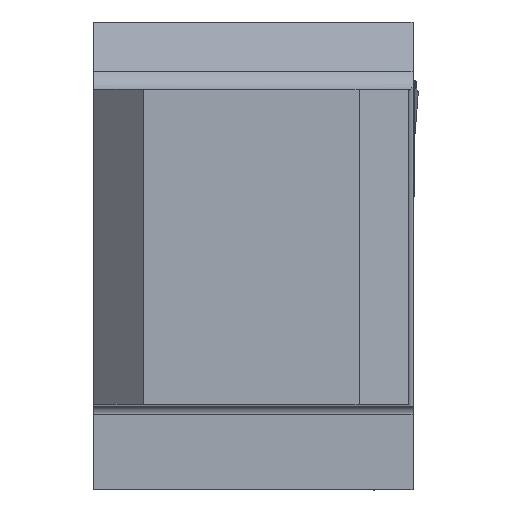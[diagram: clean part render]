
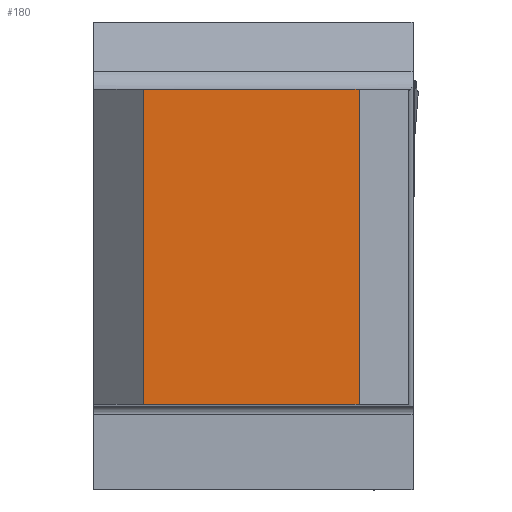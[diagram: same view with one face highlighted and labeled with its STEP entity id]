
A CAD part, top view. The second image highlights one B-rep face of the part: STEP entity #180.
In plain terms, the highlighted planar face has unit normal (0, 0, 1).
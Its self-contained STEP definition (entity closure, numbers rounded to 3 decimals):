
#180=ADVANCED_FACE('CU_BACK_SU1',(#313),#265,.F.);
#265=PLANE('',#1816);
#313=FACE_OUTER_BOUND('',#399,.T.);
#399=EDGE_LOOP('',(#827,#828,#829,#830));
#500=LINE('',#2494,#655);
#501=LINE('',#2497,#656);
#502=LINE('',#2499,#657);
#503=LINE('',#2501,#658);
#655=VECTOR('',#2007,1.);
#656=VECTOR('',#2008,1.);
#657=VECTOR('',#2009,1.);
#658=VECTOR('',#2010,1.);
#827=ORIENTED_EDGE('',*,*,#1464,.F.);
#828=ORIENTED_EDGE('',*,*,#1465,.T.);
#829=ORIENTED_EDGE('',*,*,#1466,.T.);
#830=ORIENTED_EDGE('',*,*,#1467,.F.);
#1301=VERTEX_POINT('',#2495);
#1302=VERTEX_POINT('',#2496);
#1303=VERTEX_POINT('',#2498);
#1304=VERTEX_POINT('',#2500);
#1464=EDGE_CURVE('',#1301,#1302,#500,.T.);
#1465=EDGE_CURVE('',#1301,#1303,#501,.T.);
#1466=EDGE_CURVE('',#1303,#1304,#502,.T.);
#1467=EDGE_CURVE('',#1302,#1304,#503,.T.);
#1816=AXIS2_PLACEMENT_3D('',#2502,#2011,#2012);
#2007=DIRECTION('',(0.,1.,0.));
#2008=DIRECTION('',(1.,0.,0.));
#2009=DIRECTION('',(0.,1.,0.));
#2010=DIRECTION('',(1.,0.,0.));
#2011=DIRECTION('',(0.,0.,-1.));
#2012=DIRECTION('',(-1.,0.,0.));
#2494=CARTESIAN_POINT('',(3.,0.,0.));
#2495=CARTESIAN_POINT('',(3.,0.,0.));
#2496=CARTESIAN_POINT('',(3.,18.975,0.));
#2497=CARTESIAN_POINT('',(-110.,0.,0.));
#2498=CARTESIAN_POINT('',(15.975,0.,0.));
#2499=CARTESIAN_POINT('',(15.975,0.,0.));
#2500=CARTESIAN_POINT('',(15.975,18.975,0.));
#2501=CARTESIAN_POINT('',(-110.,18.975,0.));
#2502=CARTESIAN_POINT('',(42.556,38.975,0.));
